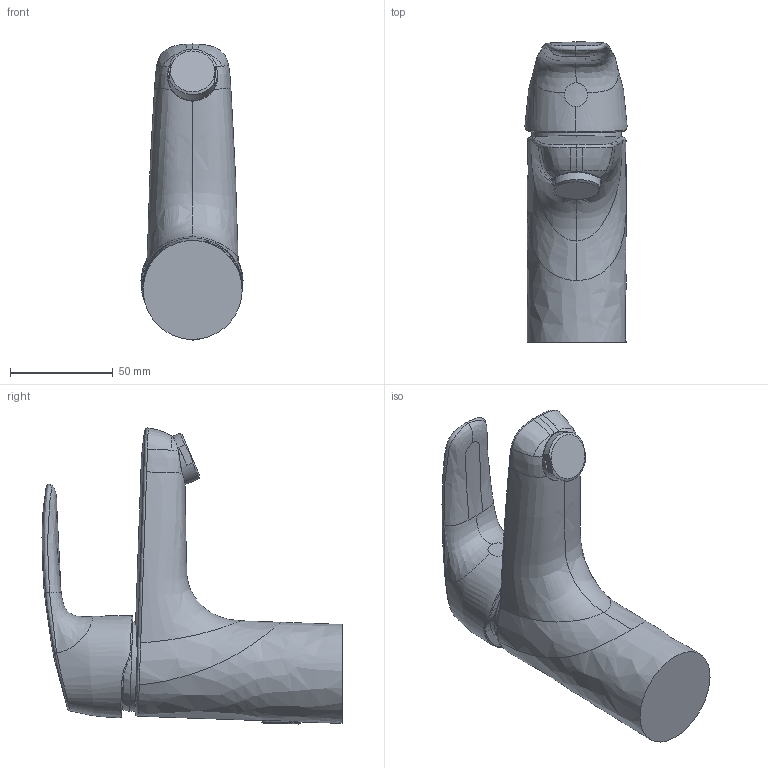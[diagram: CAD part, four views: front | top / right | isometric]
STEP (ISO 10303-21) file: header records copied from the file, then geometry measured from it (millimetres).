
FILE_DESCRIPTION (( 'STEP AP203' ), '1' );
FILE_NAME ('45341183.STEP', '2017-03-09T05:53:42', ( '' ), ( '' ), 'SwSTEP 2.0', 'SolidWorks 2016', '' );
FILE_SCHEMA (( 'CONFIG_CONTROL_DESIGN' ));
Length unit declared in the file: millimetre
Products named in the file (1): 45341183
Bounding box: 49.68 x 146.1 x 144.14 mm (x, y, z)
Volume: 342002.1 mm3; surface area: 38918.5 mm2
Topology: 1 solids, 1 shells, 81 faces, 202 edges, 125 vertices
Faces by surface type: bspline 54, plane 14, cylinder 7, cone 5, sphere 1
Full cylindrical faces by diameter (mm): 24 x1
Entity records: 20174 total; most frequent: CARTESIAN_POINT 18706, ORIENTED_EDGE 380, EDGE_CURVE 190, B_SPLINE_CURVE_WITH_KNOTS 136, DIRECTION 124, VERTEX_POINT 119, EDGE_LOOP 89, FACE_OUTER_BOUND 85
